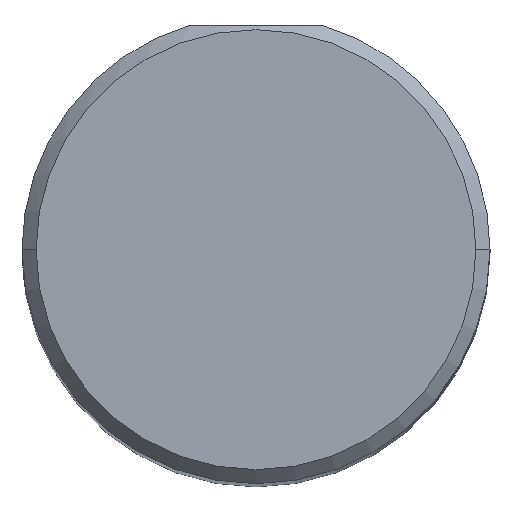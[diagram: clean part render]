
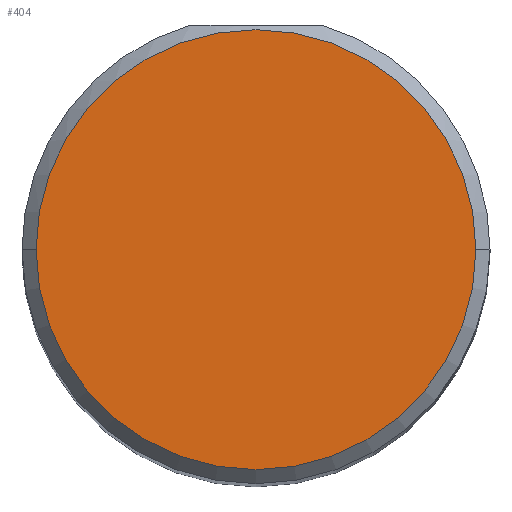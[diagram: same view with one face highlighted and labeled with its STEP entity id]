
A CAD part, top view. The second image highlights one B-rep face of the part: STEP entity #404.
In plain terms, the highlighted planar face has unit normal (0, 0, 1).
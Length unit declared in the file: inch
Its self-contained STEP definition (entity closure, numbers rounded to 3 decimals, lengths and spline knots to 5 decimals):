
#11 = DIRECTION ( 'NONE',  ( -1., 0., 0. ) ) ;
#19 = DIRECTION ( 'NONE',  ( 0., 0., -1. ) ) ;
#52 = EDGE_LOOP ( 'NONE', ( #103, #412 ) ) ;
#58 = CARTESIAN_POINT ( 'NONE',  ( 1., 0., 3. ) ) ;
#70 = CIRCLE ( 'NONE', #178, 0.235 ) ;
#83 = DIRECTION ( 'NONE',  ( -1., 0., 0. ) ) ;
#102 = AXIS2_PLACEMENT_3D ( 'NONE', #58, #606, #498 ) ;
#103 = ORIENTED_EDGE ( 'NONE', *, *, #176, .F. ) ;
#127 = VERTEX_POINT ( 'NONE', #402 ) ;
#167 = VERTEX_POINT ( 'NONE', #266 ) ;
#173 = FACE_OUTER_BOUND ( 'NONE', #52, .T. ) ;
#176 = EDGE_CURVE ( 'NONE', #167, #127, #70, .T. ) ;
#178 = AXIS2_PLACEMENT_3D ( 'NONE', #450, #19, #11 ) ;
#186 = EDGE_CURVE ( 'NONE', #127, #167, #381, .T. ) ;
#266 = CARTESIAN_POINT ( 'NONE',  ( 1.235, 0., 3. ) ) ;
#381 = CIRCLE ( 'NONE', #102, 0.235 ) ;
#402 = CARTESIAN_POINT ( 'NONE',  ( 0.765, 0., 3. ) ) ;
#404 = ADVANCED_FACE ( 'NONE', ( #173 ), #417, .T. ) ;
#412 = ORIENTED_EDGE ( 'NONE', *, *, #186, .F. ) ;
#417 = PLANE ( 'NONE',  #442 ) ;
#442 = AXIS2_PLACEMENT_3D ( 'NONE', #563, #520, #83 ) ;
#450 = CARTESIAN_POINT ( 'NONE',  ( 1., 0., 3. ) ) ;
#498 = DIRECTION ( 'NONE',  ( -1., 0., 0. ) ) ;
#520 = DIRECTION ( 'NONE',  ( 0., 0., 1. ) ) ;
#563 = CARTESIAN_POINT ( 'NONE',  ( 1., 0., 3. ) ) ;
#606 = DIRECTION ( 'NONE',  ( 0., 0., -1. ) ) ;
